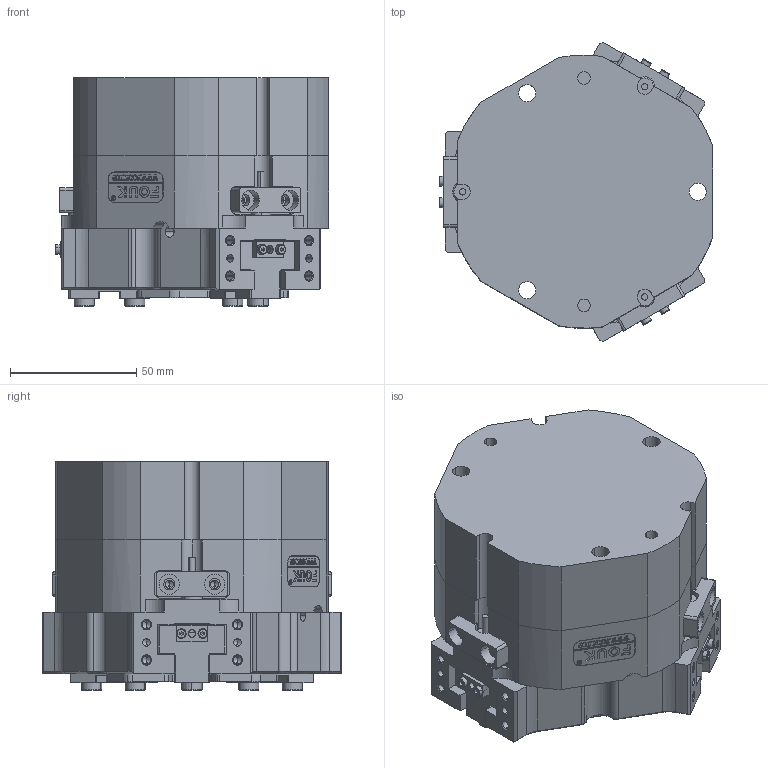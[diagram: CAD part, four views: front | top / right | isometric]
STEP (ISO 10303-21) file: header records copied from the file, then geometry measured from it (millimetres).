
FILE_DESCRIPTION (( 'STEP AP203' ), '1' );
FILE_NAME ('TZ75-119-NC.STEP', '2024-12-05T08:28:54', ( 'USER-' ), ( 'Microsoft' ), 'SwSTEP 2.0', 'SolidWorks 2018', '' );
FILE_SCHEMA (( 'CONFIG_CONTROL_DESIGN' ));
Length unit declared in the file: millimetre
Products named in the file (12): 8-18換覜ん; 揤輸蚾饜极; 8x6隅弇杶; TZ75-119-M-06 笢猾啣; 揤輸杅耀.sldasm-Part-9; TZ75C-T-01 ァ蛈褲极釱; 25x12-R3; TZ75BS-1-03 菁窒晊扥裔; 埴翐芛_GB_FASTENER_SCREWS_HSHCS M2X8-N; TZ75-119-NC; 揤极18; TZ75賑輸-蛌趙耀倰
Assembly tree (25 placements, depth 3):
  TZ75-119-NC
    TZ75C-T-01 ァ蛈褲极釱
    TZ75賑輸-蛌趙耀倰  x3
    TZ75-119-M-06 笢猾啣
    揤极18  x3
    8-18換覜ん  x3
    8x6隅弇杶  x6
    TZ75BS-1-03 菁窒晊扥裔
    25x12-R3
    揤輸蚾饜极  x3
      揤輸杅耀.sldasm-Part-9
      埴翐芛_GB_FASTENER_SCREWS_HSHCS M2X8-N
Bounding box: 108.37 x 118.26 x 90.5 mm (x, y, z)
Volume: 695278.1 mm3; surface area: 118921.9 mm2
Topology: 28 solids, 40 shells, 1638 faces, 4193 edges, 2643 vertices
Faces by surface type: plane 756, cylinder 446, cone 269, bspline 155, torus 12
Entity records: 43016 total; most frequent: CARTESIAN_POINT 12616, ORIENTED_EDGE 6106, DIRECTION 5690, EDGE_CURVE 3053, VERTEX_POINT 1986, LINE 1914, VECTOR 1914, AXIS2_PLACEMENT_3D 1888
